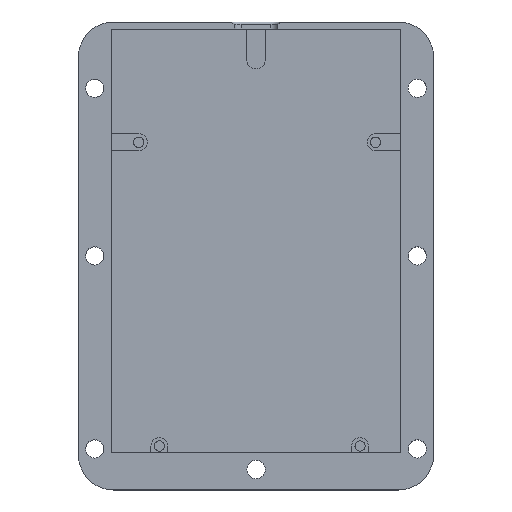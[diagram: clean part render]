
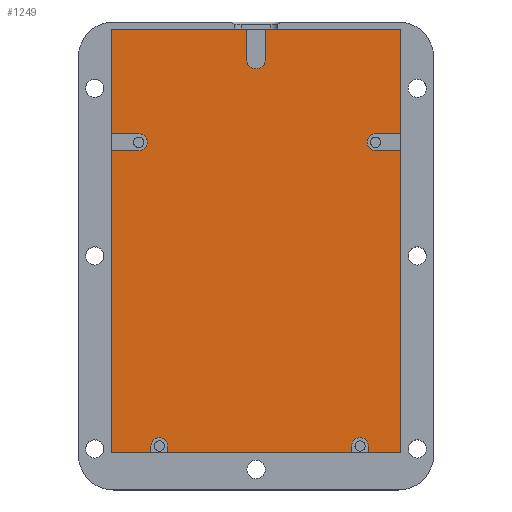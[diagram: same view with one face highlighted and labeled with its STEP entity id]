
A CAD part, top view. The second image highlights one B-rep face of the part: STEP entity #1249.
In plain terms, the highlighted planar face has unit normal (0, 0, 1).
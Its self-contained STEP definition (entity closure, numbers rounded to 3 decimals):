
#89=CIRCLE('',#1367,1.8);
#90=CIRCLE('',#1368,2.);
#91=CIRCLE('',#1369,1.8);
#92=CIRCLE('',#1370,1.8);
#93=CIRCLE('',#1371,1.8);
#147=FACE_OUTER_BOUND('',#221,.T.);
#221=EDGE_LOOP('',(#1019,#1020,#1021,#1022,#1023,#1024,#1025,#1026,#1027,
#1028,#1029,#1030,#1031,#1032,#1033,#1034,#1035,#1036,#1037,#1038,#1039,
#1040,#1041,#1042));
#312=LINE('',#2041,#430);
#315=LINE('',#2046,#433);
#319=LINE('',#2054,#437);
#322=LINE('',#2060,#440);
#326=LINE('',#2068,#444);
#330=LINE('',#2075,#448);
#331=LINE('',#2078,#449);
#335=LINE('',#2086,#453);
#337=LINE('',#2090,#455);
#338=LINE('',#2093,#456);
#339=LINE('',#2095,#457);
#340=LINE('',#2097,#458);
#341=LINE('',#2101,#459);
#342=LINE('',#2102,#460);
#343=LINE('',#2104,#461);
#344=LINE('',#2107,#462);
#345=LINE('',#2109,#463);
#346=LINE('',#2112,#464);
#347=LINE('',#2114,#465);
#430=VECTOR('',#1605,10.);
#433=VECTOR('',#1608,10.);
#437=VECTOR('',#1612,10.);
#440=VECTOR('',#1617,10.);
#444=VECTOR('',#1623,10.);
#448=VECTOR('',#1627,10.);
#449=VECTOR('',#1630,10.);
#453=VECTOR('',#1634,10.);
#455=VECTOR('',#1638,10.);
#456=VECTOR('',#1641,10.);
#457=VECTOR('',#1642,10.);
#458=VECTOR('',#1643,10.);
#459=VECTOR('',#1646,10.);
#460=VECTOR('',#1647,10.);
#461=VECTOR('',#1648,10.);
#462=VECTOR('',#1651,10.);
#463=VECTOR('',#1652,10.);
#464=VECTOR('',#1655,10.);
#465=VECTOR('',#1656,10.);
#569=VERTEX_POINT('',#2037);
#571=VERTEX_POINT('',#2040);
#572=VERTEX_POINT('',#2043);
#573=VERTEX_POINT('',#2045);
#576=VERTEX_POINT('',#2051);
#577=VERTEX_POINT('',#2053);
#579=VERTEX_POINT('',#2059);
#581=VERTEX_POINT('',#2065);
#582=VERTEX_POINT('',#2067);
#585=VERTEX_POINT('',#2073);
#586=VERTEX_POINT('',#2077);
#589=VERTEX_POINT('',#2083);
#590=VERTEX_POINT('',#2085);
#591=VERTEX_POINT('',#2089);
#592=VERTEX_POINT('',#2091);
#593=VERTEX_POINT('',#2094);
#594=VERTEX_POINT('',#2096);
#595=VERTEX_POINT('',#2098);
#596=VERTEX_POINT('',#2100);
#597=VERTEX_POINT('',#2103);
#598=VERTEX_POINT('',#2105);
#599=VERTEX_POINT('',#2108);
#600=VERTEX_POINT('',#2110);
#601=VERTEX_POINT('',#2113);
#721=EDGE_CURVE('',#571,#569,#312,.T.);
#724=EDGE_CURVE('',#573,#572,#315,.T.);
#728=EDGE_CURVE('',#577,#576,#319,.T.);
#731=EDGE_CURVE('',#579,#573,#322,.T.);
#735=EDGE_CURVE('',#582,#581,#326,.T.);
#739=EDGE_CURVE('',#572,#585,#330,.T.);
#740=EDGE_CURVE('',#586,#571,#331,.T.);
#744=EDGE_CURVE('',#590,#589,#335,.T.);
#746=EDGE_CURVE('',#585,#591,#337,.T.);
#747=EDGE_CURVE('',#592,#591,#89,.T.);
#748=EDGE_CURVE('',#592,#582,#338,.T.);
#749=EDGE_CURVE('',#581,#593,#339,.T.);
#750=EDGE_CURVE('',#593,#594,#340,.T.);
#751=EDGE_CURVE('',#594,#595,#90,.T.);
#752=EDGE_CURVE('',#595,#596,#341,.T.);
#753=EDGE_CURVE('',#596,#590,#342,.T.);
#754=EDGE_CURVE('',#589,#597,#343,.T.);
#755=EDGE_CURVE('',#597,#598,#91,.T.);
#756=EDGE_CURVE('',#598,#586,#344,.T.);
#757=EDGE_CURVE('',#569,#599,#345,.T.);
#758=EDGE_CURVE('',#599,#600,#92,.T.);
#759=EDGE_CURVE('',#600,#577,#346,.T.);
#760=EDGE_CURVE('',#576,#601,#347,.T.);
#761=EDGE_CURVE('',#601,#579,#93,.T.);
#1019=ORIENTED_EDGE('',*,*,#724,.T.);
#1020=ORIENTED_EDGE('',*,*,#739,.T.);
#1021=ORIENTED_EDGE('',*,*,#746,.T.);
#1022=ORIENTED_EDGE('',*,*,#747,.F.);
#1023=ORIENTED_EDGE('',*,*,#748,.T.);
#1024=ORIENTED_EDGE('',*,*,#735,.T.);
#1025=ORIENTED_EDGE('',*,*,#749,.T.);
#1026=ORIENTED_EDGE('',*,*,#750,.T.);
#1027=ORIENTED_EDGE('',*,*,#751,.T.);
#1028=ORIENTED_EDGE('',*,*,#752,.T.);
#1029=ORIENTED_EDGE('',*,*,#753,.T.);
#1030=ORIENTED_EDGE('',*,*,#744,.T.);
#1031=ORIENTED_EDGE('',*,*,#754,.T.);
#1032=ORIENTED_EDGE('',*,*,#755,.T.);
#1033=ORIENTED_EDGE('',*,*,#756,.T.);
#1034=ORIENTED_EDGE('',*,*,#740,.T.);
#1035=ORIENTED_EDGE('',*,*,#721,.T.);
#1036=ORIENTED_EDGE('',*,*,#757,.T.);
#1037=ORIENTED_EDGE('',*,*,#758,.T.);
#1038=ORIENTED_EDGE('',*,*,#759,.T.);
#1039=ORIENTED_EDGE('',*,*,#728,.T.);
#1040=ORIENTED_EDGE('',*,*,#760,.T.);
#1041=ORIENTED_EDGE('',*,*,#761,.T.);
#1042=ORIENTED_EDGE('',*,*,#731,.T.);
#1197=PLANE('',#1366);
#1249=ADVANCED_FACE('',(#147),#1197,.F.);
#1366=AXIS2_PLACEMENT_3D('',#2088,#1636,#1637);
#1367=AXIS2_PLACEMENT_3D('',#2092,#1639,#1640);
#1368=AXIS2_PLACEMENT_3D('',#2099,#1644,#1645);
#1369=AXIS2_PLACEMENT_3D('',#2106,#1649,#1650);
#1370=AXIS2_PLACEMENT_3D('',#2111,#1653,#1654);
#1371=AXIS2_PLACEMENT_3D('',#2115,#1657,#1658);
#1605=DIRECTION('',(1.,0.,0.));
#1608=DIRECTION('',(1.,0.,0.));
#1612=DIRECTION('',(1.,0.,0.));
#1617=DIRECTION('',(0.,-1.,0.));
#1623=DIRECTION('',(0.,1.,0.));
#1627=DIRECTION('',(0.,1.,0.));
#1630=DIRECTION('',(0.,-1.,0.));
#1634=DIRECTION('',(0.,-1.,0.));
#1636=DIRECTION('center_axis',(0.,0.,-1.));
#1637=DIRECTION('ref_axis',(1.,0.,0.));
#1638=DIRECTION('',(-1.,0.,0.));
#1639=DIRECTION('center_axis',(0.,0.,1.));
#1640=DIRECTION('ref_axis',(1.,0.,0.));
#1641=DIRECTION('',(1.,0.,0.));
#1642=DIRECTION('',(-1.,0.,0.));
#1643=DIRECTION('',(0.,-1.,0.));
#1644=DIRECTION('center_axis',(0.,0.,-1.));
#1645=DIRECTION('ref_axis',(-1.,0.,0.));
#1646=DIRECTION('',(0.,1.,0.));
#1647=DIRECTION('',(-1.,0.,0.));
#1648=DIRECTION('',(1.,0.,0.));
#1649=DIRECTION('center_axis',(0.,0.,-1.));
#1650=DIRECTION('ref_axis',(-1.,0.,0.));
#1651=DIRECTION('',(-1.,0.,0.));
#1652=DIRECTION('',(0.,1.,0.));
#1653=DIRECTION('center_axis',(0.,0.,-1.));
#1654=DIRECTION('ref_axis',(1.,0.,0.));
#1655=DIRECTION('',(0.,-1.,0.));
#1656=DIRECTION('',(0.,1.,0.));
#1657=DIRECTION('center_axis',(0.,0.,-1.));
#1658=DIRECTION('ref_axis',(1.,0.,0.));
#2037=CARTESIAN_POINT('',(-66.298,-136.366,-6.));
#2040=CARTESIAN_POINT('',(-74.795,-136.366,-6.));
#2041=CARTESIAN_POINT('',(-27.691,-136.366,-6.));
#2043=CARTESIAN_POINT('',(-12.882,-136.366,-6.));
#2045=CARTESIAN_POINT('',(-19.798,-136.366,-6.));
#2046=CARTESIAN_POINT('',(-27.691,-136.366,-6.));
#2051=CARTESIAN_POINT('',(-23.398,-136.366,-6.));
#2053=CARTESIAN_POINT('',(-62.698,-136.366,-6.));
#2054=CARTESIAN_POINT('',(-27.691,-136.366,-6.));
#2059=CARTESIAN_POINT('',(-19.798,-134.971,-6.));
#2060=CARTESIAN_POINT('',(-19.798,-115.433,-6.));
#2065=CARTESIAN_POINT('',(-12.882,-45.879,-6.));
#2067=CARTESIAN_POINT('',(-12.882,-68.271,-6.));
#2068=CARTESIAN_POINT('',(-12.882,-69.69,-6.));
#2073=CARTESIAN_POINT('',(-12.882,-71.871,-6.));
#2075=CARTESIAN_POINT('',(-12.882,-69.69,-6.));
#2077=CARTESIAN_POINT('',(-74.795,-71.871,-6.));
#2078=CARTESIAN_POINT('',(-74.795,-115.433,-6.));
#2083=CARTESIAN_POINT('',(-74.795,-68.271,-6.));
#2085=CARTESIAN_POINT('',(-74.795,-45.879,-6.));
#2086=CARTESIAN_POINT('',(-74.795,-115.433,-6.));
#2088=CARTESIAN_POINT('Origin',(-42.5,-93.5,-6.));
#2089=CARTESIAN_POINT('',(-18.298,-71.871,-6.));
#2090=CARTESIAN_POINT('',(-30.399,-71.871,-6.));
#2091=CARTESIAN_POINT('',(-18.298,-68.271,-6.));
#2092=CARTESIAN_POINT('Origin',(-18.298,-70.071,-6.));
#2093=CARTESIAN_POINT('',(-27.691,-68.271,-6.));
#2094=CARTESIAN_POINT('',(-41.838,-45.879,-6.));
#2095=CARTESIAN_POINT('',(-58.647,-45.879,-6.));
#2096=CARTESIAN_POINT('',(-41.838,-52.335,-6.));
#2097=CARTESIAN_POINT('',(-41.838,-72.918,-6.));
#2098=CARTESIAN_POINT('',(-45.838,-52.335,-6.));
#2099=CARTESIAN_POINT('Origin',(-43.838,-52.335,-6.));
#2100=CARTESIAN_POINT('',(-45.838,-45.879,-6.));
#2101=CARTESIAN_POINT('',(-45.838,-69.69,-6.));
#2102=CARTESIAN_POINT('',(-58.647,-45.879,-6.));
#2103=CARTESIAN_POINT('',(-68.898,-68.271,-6.));
#2104=CARTESIAN_POINT('',(-55.699,-68.271,-6.));
#2105=CARTESIAN_POINT('',(-68.898,-71.871,-6.));
#2106=CARTESIAN_POINT('Origin',(-68.898,-70.071,-6.));
#2107=CARTESIAN_POINT('',(-58.647,-71.871,-6.));
#2108=CARTESIAN_POINT('',(-66.298,-134.971,-6.));
#2109=CARTESIAN_POINT('',(-66.298,-114.236,-6.));
#2110=CARTESIAN_POINT('',(-62.698,-134.971,-6.));
#2111=CARTESIAN_POINT('Origin',(-64.498,-134.971,-6.));
#2112=CARTESIAN_POINT('',(-62.698,-115.433,-6.));
#2113=CARTESIAN_POINT('',(-23.398,-134.971,-6.));
#2114=CARTESIAN_POINT('',(-23.398,-114.236,-6.));
#2115=CARTESIAN_POINT('Origin',(-21.598,-134.971,-6.));
